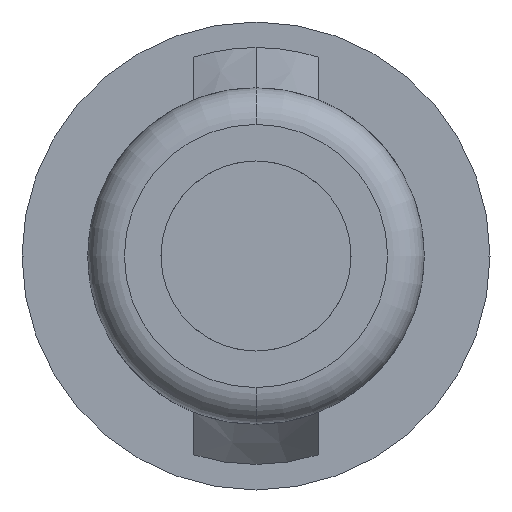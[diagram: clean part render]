
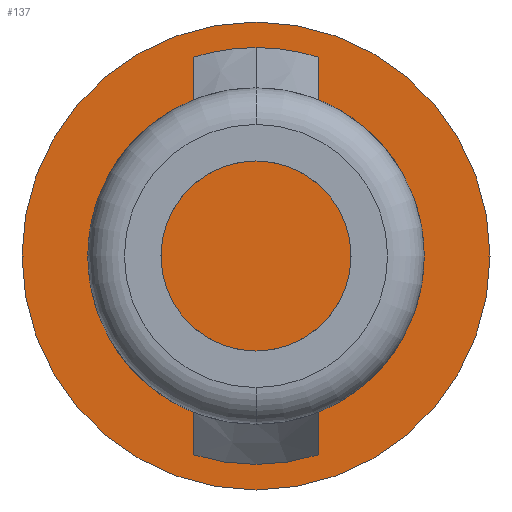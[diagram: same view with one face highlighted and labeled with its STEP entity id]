
A CAD part, front view. The second image highlights one B-rep face of the part: STEP entity #137.
In plain terms, the highlighted planar face has unit normal (0, -1, 0).
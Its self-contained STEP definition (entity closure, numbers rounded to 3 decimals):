
#10 = EDGE_LOOP ( 'NONE', ( #443, #511 ) ) ;
#33 = VERTEX_POINT ( 'NONE', #465 ) ;
#52 = EDGE_LOOP ( 'NONE', ( #463, #504 ) ) ;
#55 = EDGE_LOOP ( 'NONE', ( #489, #542 ) ) ;
#56 = VERTEX_POINT ( 'NONE', #532 ) ;
#57 = EDGE_CURVE ( 'NONE', #33, #56, #452, .T. ) ;
#76 = CIRCLE ( 'NONE', #988, 3.2 ) ;
#95 = EDGE_CURVE ( 'NONE', #1104, #1069, #76, .T. ) ;
#131 = EDGE_CURVE ( 'NONE', #33, #56, #142, .T. ) ;
#137 = ADVANCED_FACE ( 'NONE', ( #678, #672, #670 ), #656, .T. ) ;
#142 = CIRCLE ( 'NONE', #680, 2.3 ) ;
#180 = EDGE_CURVE ( 'NONE', #1110, #1117, #181, .T. ) ;
#181 = CIRCLE ( 'NONE', #741, 2.3 ) ;
#187 = EDGE_CURVE ( 'NONE', #1117, #1110, #271, .T. ) ;
#197 = EDGE_CURVE ( 'NONE', #1069, #1104, #198, .T. ) ;
#198 = CIRCLE ( 'NONE', #730, 3.2 ) ;
#266 = DIRECTION ( 'NONE',  ( 0., 1., 0. ) ) ;
#271 = LINE ( 'NONE', #423, #735 ) ;
#277 = CARTESIAN_POINT ( 'NONE',  ( 1.35, 0., 1.862 ) ) ;
#278 = CARTESIAN_POINT ( 'NONE',  ( 0., 0., 0. ) ) ;
#300 = DIRECTION ( 'NONE',  ( 0., 0., 1. ) ) ;
#312 = CARTESIAN_POINT ( 'NONE',  ( 1.35, 0., -1.862 ) ) ;
#355 = DIRECTION ( 'NONE',  ( 0., 0., 1. ) ) ;
#356 = CARTESIAN_POINT ( 'NONE',  ( -3.2, 0., 0. ) ) ;
#359 = CARTESIAN_POINT ( 'NONE',  ( 3.2, 0., 0. ) ) ;
#423 = CARTESIAN_POINT ( 'NONE',  ( 1.35, 0., -3.2 ) ) ;
#437 = DIRECTION ( 'NONE',  ( 0., 0., 1. ) ) ;
#443 = ORIENTED_EDGE ( 'NONE', *, *, #197, .F. ) ;
#452 = LINE ( 'NONE', #506, #1005 ) ;
#463 = ORIENTED_EDGE ( 'NONE', *, *, #180, .T. ) ;
#465 = CARTESIAN_POINT ( 'NONE',  ( -1.35, 0., -1.862 ) ) ;
#489 = ORIENTED_EDGE ( 'NONE', *, *, #131, .T. ) ;
#504 = ORIENTED_EDGE ( 'NONE', *, *, #187, .T. ) ;
#506 = CARTESIAN_POINT ( 'NONE',  ( -1.35, 0., -3.2 ) ) ;
#511 = ORIENTED_EDGE ( 'NONE', *, *, #95, .F. ) ;
#532 = CARTESIAN_POINT ( 'NONE',  ( -1.35, 0., 1.862 ) ) ;
#542 = ORIENTED_EDGE ( 'NONE', *, *, #57, .F. ) ;
#556 = DIRECTION ( 'NONE',  ( 0., 0., 1. ) ) ;
#565 = DIRECTION ( 'NONE',  ( 0., -1., 0. ) ) ;
#584 = CARTESIAN_POINT ( 'NONE',  ( 0., 0., 0. ) ) ;
#597 = DIRECTION ( 'NONE',  ( 0., 1., 0. ) ) ;
#638 = CARTESIAN_POINT ( 'NONE',  ( -2.3, 0., 0. ) ) ;
#656 = PLANE ( 'NONE',  #673 ) ;
#657 = DIRECTION ( 'NONE',  ( 0., 0., -1. ) ) ;
#670 = FACE_OUTER_BOUND ( 'NONE', #10, .T. ) ;
#672 = FACE_BOUND ( 'NONE', #52, .T. ) ;
#673 = AXIS2_PLACEMENT_3D ( 'NONE', #638, #565, #657 ) ;
#678 = FACE_BOUND ( 'NONE', #55, .T. ) ;
#680 = AXIS2_PLACEMENT_3D ( 'NONE', #584, #597, #556 ) ;
#730 = AXIS2_PLACEMENT_3D ( 'NONE', #278, #266, #300 ) ;
#735 = VECTOR ( 'NONE', #355, 1000. ) ;
#741 = AXIS2_PLACEMENT_3D ( 'NONE', #798, #797, #810 ) ;
#797 = DIRECTION ( 'NONE',  ( 0., 1., 0. ) ) ;
#798 = CARTESIAN_POINT ( 'NONE',  ( 0., 0., 0. ) ) ;
#810 = DIRECTION ( 'NONE',  ( 0., 0., 1. ) ) ;
#853 = CARTESIAN_POINT ( 'NONE',  ( 0., 0., 0. ) ) ;
#915 = DIRECTION ( 'NONE',  ( 0., 1., 0. ) ) ;
#936 = DIRECTION ( 'NONE',  ( 0., 0., 1. ) ) ;
#988 = AXIS2_PLACEMENT_3D ( 'NONE', #853, #915, #936 ) ;
#1005 = VECTOR ( 'NONE', #437, 1000. ) ;
#1069 = VERTEX_POINT ( 'NONE', #359 ) ;
#1104 = VERTEX_POINT ( 'NONE', #356 ) ;
#1110 = VERTEX_POINT ( 'NONE', #277 ) ;
#1117 = VERTEX_POINT ( 'NONE', #312 ) ;
